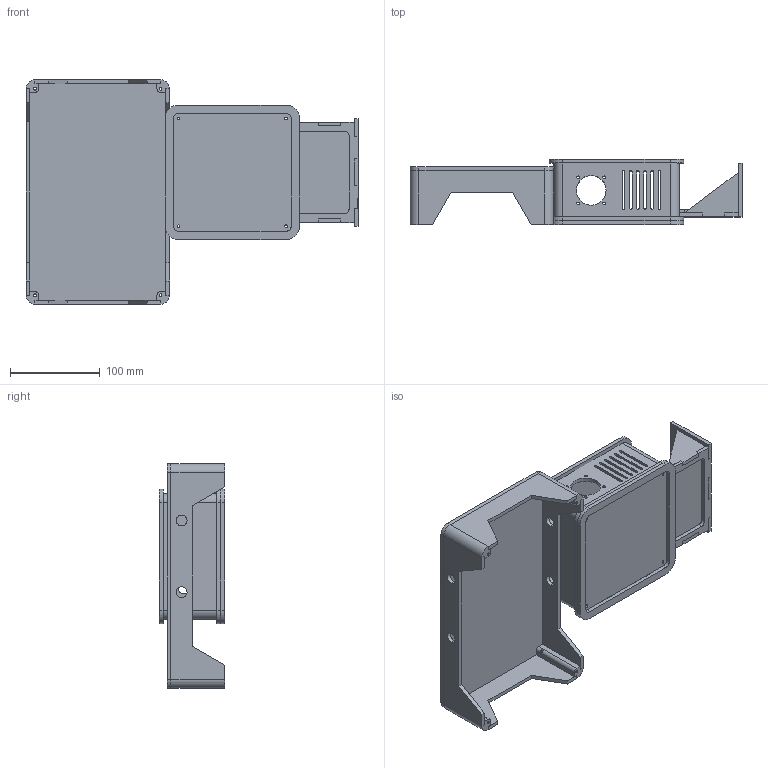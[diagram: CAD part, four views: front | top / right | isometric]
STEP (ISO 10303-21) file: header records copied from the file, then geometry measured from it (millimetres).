
FILE_DESCRIPTION (( 'STEP AP203' ), '1' );
FILE_NAME ('µ××ù(base).STEP', '2021-10-12T15:59:34', ( '' ), ( '' ), 'SwSTEP 2.0', 'SolidWorks 2016', '' );
FILE_SCHEMA (( 'CONFIG_CONTROL_DESIGN' ));
Length unit declared in the file: millimetre
Products named in the file (16): 盓翐; 耜; 湖荂啣; 2; 菁釱(base); 奻; 奻2; 盓翐 - 萵掛; 喲歾1 - 萵掛; 喲歾2; 喲歾3; 菁1; 1; ǰ; 喲歾1; 菁2
Assembly tree (25 placements, depth 2):
  菁釱(base)
    奻
    奻2
    盓翐  x4
    菁1
    菁2
    耜  x2
    喲歾1
    喲歾2
    喲歾3  x2
    ǰ
    喲歾1 - 萵掛
    湖荂啣
    盓翐 - 萵掛  x4
    1  x2
    2  x2
Bounding box: 370.08 x 72.9 x 250 mm (x, y, z)
Volume: 805796.4 mm3; surface area: 431150.5 mm2
Topology: 25 solids, 25 shells, 670 faces, 1816 edges, 1208 vertices
Faces by surface type: plane 442, cylinder 228
Entity records: 16281 total; most frequent: CARTESIAN_POINT 2475, DIRECTION 2455, ORIENTED_EDGE 2414, EDGE_CURVE 1207, VECTOR 887, LINE 887, VERTEX_POINT 804, AXIS2_PLACEMENT_3D 784
